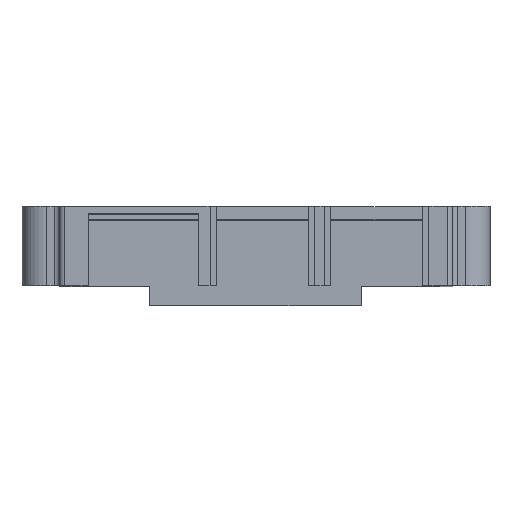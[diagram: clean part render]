
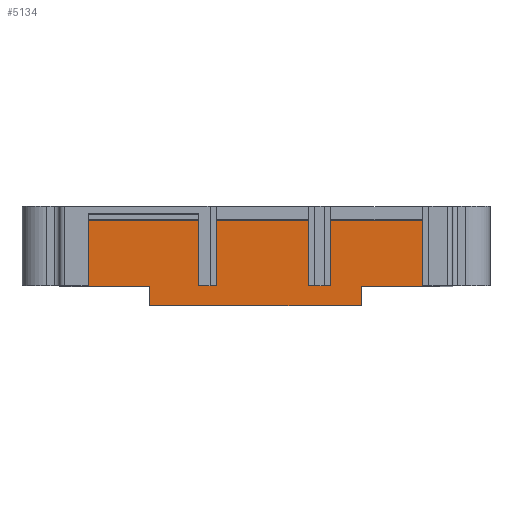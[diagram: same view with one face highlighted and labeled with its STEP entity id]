
A CAD part, top view. The second image highlights one B-rep face of the part: STEP entity #5134.
In plain terms, the highlighted planar face has unit normal (0, 0, 1).
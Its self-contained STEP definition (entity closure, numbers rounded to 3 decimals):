
#889=DIRECTION('',(1.,0.,0.));
#890=VECTOR('',#889,56.);
#891=CARTESIAN_POINT('',(3.,0.,-93.));
#892=LINE('',#891,#890);
#1471=DIRECTION('',(0.,1.,0.));
#1472=VECTOR('',#1471,10.5);
#1473=CARTESIAN_POINT('',(59.,-10.5,-93.));
#1474=LINE('',#1473,#1472);
#1475=DIRECTION('',(1.,0.,0.));
#1476=VECTOR('',#1475,11.4);
#1477=CARTESIAN_POINT('',(47.6,-10.5,-93.));
#1478=LINE('',#1477,#1476);
#1479=DIRECTION('',(0.,-1.,0.));
#1480=VECTOR('',#1479,3.);
#1481=CARTESIAN_POINT('',(47.6,-10.5,-93.));
#1482=LINE('',#1481,#1480);
#1483=DIRECTION('',(-1.,0.,0.));
#1484=VECTOR('',#1483,33.4);
#1485=CARTESIAN_POINT('',(47.6,-13.5,-93.));
#1486=LINE('',#1485,#1484);
#1487=DIRECTION('',(0.,1.,0.));
#1488=VECTOR('',#1487,3.);
#1489=CARTESIAN_POINT('',(14.2,-13.5,-93.));
#1490=LINE('',#1489,#1488);
#1491=DIRECTION('',(1.,0.,0.));
#1492=VECTOR('',#1491,11.2);
#1493=CARTESIAN_POINT('',(3.,-10.5,-93.));
#1494=LINE('',#1493,#1492);
#1495=DIRECTION('',(0.,1.,0.));
#1496=VECTOR('',#1495,10.5);
#1497=CARTESIAN_POINT('',(3.,-10.5,-93.));
#1498=LINE('',#1497,#1496);
#2807=CARTESIAN_POINT('',(47.6,-10.5,-93.));
#2809=VERTEX_POINT('',#2807);
#2812=CARTESIAN_POINT('',(47.6,-13.5,-93.));
#2813=VERTEX_POINT('',#2812);
#3466=CARTESIAN_POINT('',(59.,0.,-93.));
#3468=VERTEX_POINT('',#3466);
#3472=CARTESIAN_POINT('',(59.,-10.5,-93.));
#3473=VERTEX_POINT('',#3472);
#3476=CARTESIAN_POINT('',(3.,0.,-93.));
#3477=VERTEX_POINT('',#3476);
#3478=CARTESIAN_POINT('',(3.,-10.5,-93.));
#3479=CARTESIAN_POINT('',(14.2,-10.5,-93.));
#3480=VERTEX_POINT('',#3478);
#3481=VERTEX_POINT('',#3479);
#3490=CARTESIAN_POINT('',(14.2,-13.5,-93.));
#3491=VERTEX_POINT('',#3490);
#5115=CARTESIAN_POINT('',(2.,2.,-93.));
#5116=DIRECTION('',(0.,0.,1.));
#5117=DIRECTION('',(1.,0.,0.));
#5118=AXIS2_PLACEMENT_3D('',#5115,#5116,#5117);
#5119=PLANE('',#5118);
#5121=ORIENTED_EDGE('',*,*,#5120,.F.);
#5122=ORIENTED_EDGE('',*,*,#4943,.F.);
#5124=ORIENTED_EDGE('',*,*,#5123,.T.);
#5126=ORIENTED_EDGE('',*,*,#5125,.T.);
#5128=ORIENTED_EDGE('',*,*,#5127,.T.);
#5129=ORIENTED_EDGE('',*,*,#4971,.F.);
#5130=ORIENTED_EDGE('',*,*,#5108,.T.);
#5131=ORIENTED_EDGE('',*,*,#4157,.T.);
#5132=EDGE_LOOP('',(#5121,#5122,#5124,#5126,#5128,#5129,#5130,#5131));
#5133=FACE_OUTER_BOUND('',#5132,.F.);
#5134=ADVANCED_FACE('',(#5133),#5119,.T.);
#4157=EDGE_CURVE('',#3477,#3468,#892,.T.);
#4943=EDGE_CURVE('',#2809,#3473,#1478,.T.);
#4971=EDGE_CURVE('',#3480,#3481,#1494,.T.);
#5108=EDGE_CURVE('',#3480,#3477,#1498,.T.);
#5120=EDGE_CURVE('',#3473,#3468,#1474,.T.);
#5123=EDGE_CURVE('',#2809,#2813,#1482,.T.);
#5125=EDGE_CURVE('',#2813,#3491,#1486,.T.);
#5127=EDGE_CURVE('',#3491,#3481,#1490,.T.);
